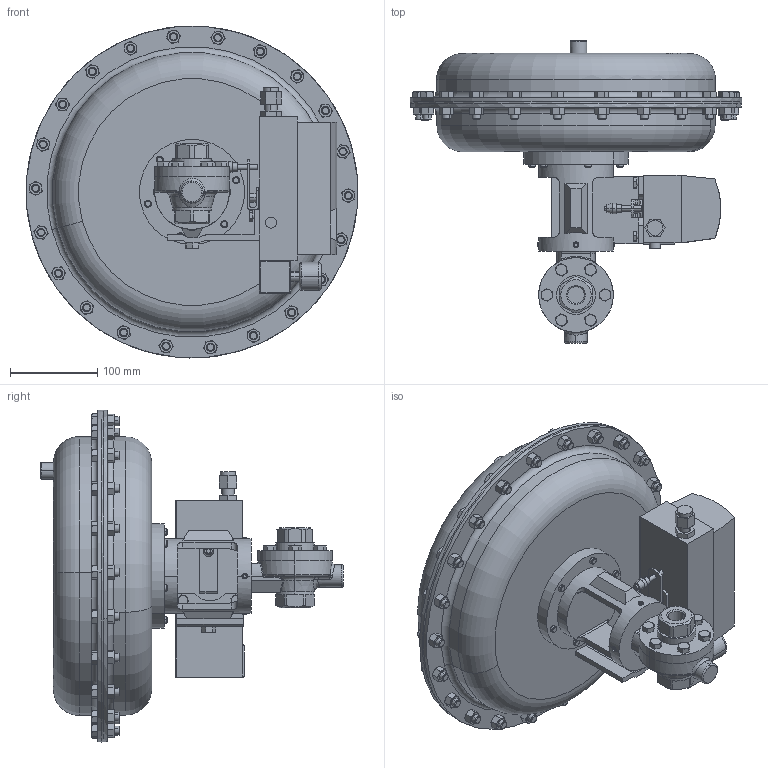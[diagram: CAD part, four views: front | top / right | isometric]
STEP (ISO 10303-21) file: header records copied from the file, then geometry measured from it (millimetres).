
FILE_DESCRIPTION (( 'STEP AP203' ), '1' );
FILE_NAME ('70SP-050-CS+S6-PT-85M-16IQ.STEP', '2017-09-11T13:47:27', ( '' ), ( '' ), 'SwSTEP 2.0', 'SolidWorks 2014', '' );
FILE_SCHEMA (( 'CONFIG_CONTROL_DESIGN' ));
Length unit declared in the file: inch
Products named in the file (1): 70SP-050-CS+S6-PT-85M-16IQ
Bounding box: 380.89 x 347 x 380.96 mm (x, y, z)
Volume: 11130501.5 mm3; surface area: 507824.3 mm2
Topology: 1 solids, 1 shells, 1319 faces, 3030 edges, 1820 vertices
Faces by surface type: plane 568, cone 521, cylinder 182, torus 26, bspline 18, sphere 4
Entity records: 41745 total; most frequent: CARTESIAN_POINT 13477, ORIENTED_EDGE 6048, DIRECTION 5523, EDGE_CURVE 3024, AXIS2_PLACEMENT_3D 2222, VERTEX_POINT 1820, EDGE_LOOP 1436, FACE_OUTER_BOUND 1319
